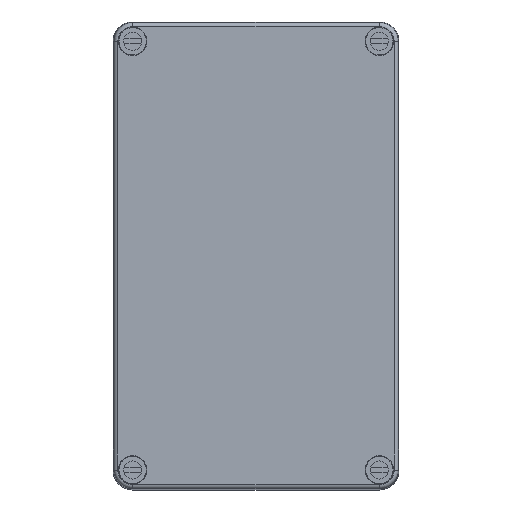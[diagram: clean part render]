
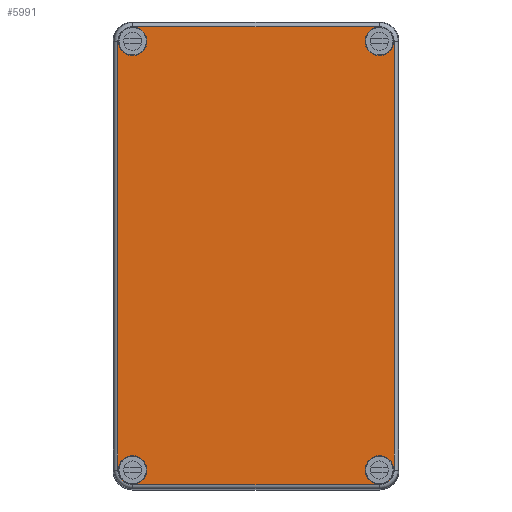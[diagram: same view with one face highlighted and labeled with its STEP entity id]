
A CAD part, top view. The second image highlights one B-rep face of the part: STEP entity #5991.
In plain terms, the highlighted planar face has unit normal (0, 0, 1).
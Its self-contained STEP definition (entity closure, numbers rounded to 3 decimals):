
#90 = ORIENTED_EDGE ( 'NONE', *, *, #156, .T. ) ;
#108 = ORIENTED_EDGE ( 'NONE', *, *, #3915, .T. ) ;
#156 = EDGE_CURVE ( 'NONE', #18583, #14968, #1347, .T. ) ;
#331 = VERTEX_POINT ( 'NONE', #7433 ) ;
#421 = DIRECTION ( 'NONE',  ( 0., 0., -1. ) ) ;
#688 = CARTESIAN_POINT ( 'NONE',  ( -53.173, 82.5, 39. ) ) ;
#744 = AXIS2_PLACEMENT_3D ( 'NONE', #11951, #2763, #13484 ) ;
#990 = ORIENTED_EDGE ( 'NONE', *, *, #6178, .T. ) ;
#997 = AXIS2_PLACEMENT_3D ( 'NONE', #688, #12992, #3812 ) ;
#1170 = CIRCLE ( 'NONE', #11478, 5.5 ) ;
#1275 = DIRECTION ( 'NONE',  ( -1., 0., 0. ) ) ;
#1315 = VERTEX_POINT ( 'NONE', #7545 ) ;
#1347 = CIRCLE ( 'NONE', #8037, 5.5 ) ;
#2199 = DIRECTION ( 'NONE',  ( 0., -1., 0. ) ) ;
#2315 = VECTOR ( 'NONE', #1275, 1000. ) ;
#2517 = CARTESIAN_POINT ( 'NONE',  ( -53., 82.5, 39. ) ) ;
#2630 = EDGE_CURVE ( 'NONE', #17696, #11866, #14976, .T. ) ;
#2716 = CARTESIAN_POINT ( 'NONE',  ( 53.173, 82.5, 39. ) ) ;
#2763 = DIRECTION ( 'NONE',  ( 0., 0., -1. ) ) ;
#2879 = CARTESIAN_POINT ( 'NONE',  ( 47.5, -82.5, 39. ) ) ;
#2978 = EDGE_CURVE ( 'NONE', #13586, #1315, #9183, .T. ) ;
#3451 = VERTEX_POINT ( 'NONE', #6958 ) ;
#3662 = FACE_BOUND ( 'NONE', #5645, .T. ) ;
#3720 = CIRCLE ( 'NONE', #15670, 5.5 ) ;
#3812 = DIRECTION ( 'NONE',  ( -1., 0., 0. ) ) ;
#3915 = EDGE_CURVE ( 'NONE', #14968, #18583, #3720, .T. ) ;
#3982 = ORIENTED_EDGE ( 'NONE', *, *, #2630, .F. ) ;
#4125 = LINE ( 'NONE', #17549, #11804 ) ;
#4236 = DIRECTION ( 'NONE',  ( 0., 0., -1. ) ) ;
#4245 = DIRECTION ( 'NONE',  ( 0., 0., -1. ) ) ;
#4308 = CARTESIAN_POINT ( 'NONE',  ( -53., -82.5, 39. ) ) ;
#4419 = DIRECTION ( 'NONE',  ( 1., 0., 0. ) ) ;
#4609 = FACE_OUTER_BOUND ( 'NONE', #5052, .T. ) ;
#4703 = EDGE_CURVE ( 'NONE', #15719, #16189, #18124, .T. ) ;
#4925 = ORIENTED_EDGE ( 'NONE', *, *, #17166, .T. ) ;
#4995 = DIRECTION ( 'NONE',  ( 0., 0., -1. ) ) ;
#5052 = EDGE_LOOP ( 'NONE', ( #17471, #3982, #8352, #9665, #7259, #15577, #17947, #12363 ) ) ;
#5224 = ORIENTED_EDGE ( 'NONE', *, *, #2978, .T. ) ;
#5333 = CARTESIAN_POINT ( 'NONE',  ( 47.5, -82.5, 39. ) ) ;
#5494 = EDGE_CURVE ( 'NONE', #15941, #17696, #12288, .T. ) ;
#5645 = EDGE_LOOP ( 'NONE', ( #6423, #4925 ) ) ;
#5875 = AXIS2_PLACEMENT_3D ( 'NONE', #2879, #13627, #4419 ) ;
#5972 = CARTESIAN_POINT ( 'NONE',  ( -47.5, 82.5, 39. ) ) ;
#5989 = EDGE_CURVE ( 'NONE', #16189, #331, #4125, .T. ) ;
#5991 = ADVANCED_FACE ( 'NONE', ( #12274, #12770, #4609, #7710, #3662 ), #8347, .F. ) ;
#6154 = CARTESIAN_POINT ( 'NONE',  ( 53.173, 82.5, 39. ) ) ;
#6178 = EDGE_CURVE ( 'NONE', #3451, #7496, #19748, .T. ) ;
#6423 = ORIENTED_EDGE ( 'NONE', *, *, #7310, .T. ) ;
#6616 = CARTESIAN_POINT ( 'NONE',  ( -47.5, 82.5, 39. ) ) ;
#6688 = DIRECTION ( 'NONE',  ( 0., 0., -1. ) ) ;
#6791 = CARTESIAN_POINT ( 'NONE',  ( -53.173, 82.5, 39. ) ) ;
#6875 = DIRECTION ( 'NONE',  ( -1., 0., 0. ) ) ;
#6958 = CARTESIAN_POINT ( 'NONE',  ( -42., 82.5, 39. ) ) ;
#6993 = CARTESIAN_POINT ( 'NONE',  ( -47.5, 88.173, 39. ) ) ;
#7081 = CIRCLE ( 'NONE', #17816, 5.673 ) ;
#7259 = ORIENTED_EDGE ( 'NONE', *, *, #4703, .T. ) ;
#7310 = EDGE_CURVE ( 'NONE', #17144, #9203, #1170, .T. ) ;
#7399 = DIRECTION ( 'NONE',  ( 0., 0., -1. ) ) ;
#7433 = CARTESIAN_POINT ( 'NONE',  ( -53.173, -82.5, 39. ) ) ;
#7472 = DIRECTION ( 'NONE',  ( -1., 0., 0. ) ) ;
#7496 = VERTEX_POINT ( 'NONE', #2517 ) ;
#7545 = CARTESIAN_POINT ( 'NONE',  ( 53., -82.5, 39. ) ) ;
#7710 = FACE_BOUND ( 'NONE', #11389, .T. ) ;
#7829 = DIRECTION ( 'NONE',  ( 0., 0., -1. ) ) ;
#7989 = EDGE_LOOP ( 'NONE', ( #90, #108 ) ) ;
#8037 = AXIS2_PLACEMENT_3D ( 'NONE', #14191, #4995, #15715 ) ;
#8137 = DIRECTION ( 'NONE',  ( 1., 0., 0. ) ) ;
#8300 = CIRCLE ( 'NONE', #17073, 5.5 ) ;
#8347 = PLANE ( 'NONE',  #997 ) ;
#8352 = ORIENTED_EDGE ( 'NONE', *, *, #5494, .F. ) ;
#8389 = CIRCLE ( 'NONE', #17810, 5.5 ) ;
#8605 = ORIENTED_EDGE ( 'NONE', *, *, #19934, .T. ) ;
#9006 = AXIS2_PLACEMENT_3D ( 'NONE', #6616, #17337, #8137 ) ;
#9125 = CARTESIAN_POINT ( 'NONE',  ( 47.5, 88.173, 39. ) ) ;
#9167 = CARTESIAN_POINT ( 'NONE',  ( 53.173, -82.5, 39. ) ) ;
#9183 = CIRCLE ( 'NONE', #13109, 5.5 ) ;
#9203 = VERTEX_POINT ( 'NONE', #4308 ) ;
#9265 = AXIS2_PLACEMENT_3D ( 'NONE', #17009, #7829, #18570 ) ;
#9623 = CARTESIAN_POINT ( 'NONE',  ( -47.5, -82.5, 39. ) ) ;
#9665 = ORIENTED_EDGE ( 'NONE', *, *, #11154, .T. ) ;
#10021 = EDGE_LOOP ( 'NONE', ( #14507, #5224 ) ) ;
#10587 = EDGE_CURVE ( 'NONE', #11640, #331, #7081, .T. ) ;
#10886 = VECTOR ( 'NONE', #16528, 1000. ) ;
#11154 = EDGE_CURVE ( 'NONE', #15941, #15719, #14566, .T. ) ;
#11188 = DIRECTION ( 'NONE',  ( -1., 0., 0. ) ) ;
#11389 = EDGE_LOOP ( 'NONE', ( #990, #8605 ) ) ;
#11478 = AXIS2_PLACEMENT_3D ( 'NONE', #9623, #421, #11188 ) ;
#11640 = VERTEX_POINT ( 'NONE', #17941 ) ;
#11804 = VECTOR ( 'NONE', #2199, 1000. ) ;
#11866 = VERTEX_POINT ( 'NONE', #9167 ) ;
#11951 = CARTESIAN_POINT ( 'NONE',  ( 47.5, 82.5, 39. ) ) ;
#12274 = FACE_BOUND ( 'NONE', #10021, .T. ) ;
#12288 = CIRCLE ( 'NONE', #744, 5.673 ) ;
#12304 = CARTESIAN_POINT ( 'NONE',  ( -42., -82.5, 39. ) ) ;
#12363 = ORIENTED_EDGE ( 'NONE', *, *, #16275, .F. ) ;
#12505 = CARTESIAN_POINT ( 'NONE',  ( 42., -82.5, 39. ) ) ;
#12762 = EDGE_CURVE ( 'NONE', #18417, #11866, #17833, .T. ) ;
#12770 = FACE_BOUND ( 'NONE', #7989, .T. ) ;
#12992 = DIRECTION ( 'NONE',  ( 0., 0., -1. ) ) ;
#13109 = AXIS2_PLACEMENT_3D ( 'NONE', #13425, #4236, #14951 ) ;
#13425 = CARTESIAN_POINT ( 'NONE',  ( 47.5, -82.5, 39. ) ) ;
#13434 = CARTESIAN_POINT ( 'NONE',  ( -47.5, -82.5, 39. ) ) ;
#13484 = DIRECTION ( 'NONE',  ( -1., 0., 0. ) ) ;
#13586 = VERTEX_POINT ( 'NONE', #12505 ) ;
#13627 = DIRECTION ( 'NONE',  ( 0., 0., 1. ) ) ;
#13903 = CARTESIAN_POINT ( 'NONE',  ( 42., 82.5, 39. ) ) ;
#14191 = CARTESIAN_POINT ( 'NONE',  ( 47.5, 82.5, 39. ) ) ;
#14507 = ORIENTED_EDGE ( 'NONE', *, *, #15653, .T. ) ;
#14566 = LINE ( 'NONE', #15065, #2315 ) ;
#14892 = CARTESIAN_POINT ( 'NONE',  ( 53., 82.5, 39. ) ) ;
#14951 = DIRECTION ( 'NONE',  ( -1., 0., 0. ) ) ;
#14965 = DIRECTION ( 'NONE',  ( -1., 0., 0. ) ) ;
#14968 = VERTEX_POINT ( 'NONE', #13903 ) ;
#14976 = LINE ( 'NONE', #2716, #10886 ) ;
#15009 = LINE ( 'NONE', #16171, #19111 ) ;
#15065 = CARTESIAN_POINT ( 'NONE',  ( 47.5, 88.173, 39. ) ) ;
#15442 = CIRCLE ( 'NONE', #9265, 5.5 ) ;
#15577 = ORIENTED_EDGE ( 'NONE', *, *, #5989, .T. ) ;
#15653 = EDGE_CURVE ( 'NONE', #1315, #13586, #8300, .T. ) ;
#15670 = AXIS2_PLACEMENT_3D ( 'NONE', #15859, #6688, #17416 ) ;
#15715 = DIRECTION ( 'NONE',  ( -1., 0., 0. ) ) ;
#15719 = VERTEX_POINT ( 'NONE', #6993 ) ;
#15859 = CARTESIAN_POINT ( 'NONE',  ( 47.5, 82.5, 39. ) ) ;
#15941 = VERTEX_POINT ( 'NONE', #9125 ) ;
#16057 = DIRECTION ( 'NONE',  ( 0., 0., -1. ) ) ;
#16171 = CARTESIAN_POINT ( 'NONE',  ( 47.5, -88.173, 39. ) ) ;
#16189 = VERTEX_POINT ( 'NONE', #6791 ) ;
#16275 = EDGE_CURVE ( 'NONE', #18417, #11640, #15009, .T. ) ;
#16453 = AXIS2_PLACEMENT_3D ( 'NONE', #16579, #7399, #18160 ) ;
#16528 = DIRECTION ( 'NONE',  ( 0., -1., 0. ) ) ;
#16579 = CARTESIAN_POINT ( 'NONE',  ( -47.5, 82.5, 39. ) ) ;
#16672 = DIRECTION ( 'NONE',  ( 0., 0., -1. ) ) ;
#17009 = CARTESIAN_POINT ( 'NONE',  ( -47.5, -82.5, 39. ) ) ;
#17073 = AXIS2_PLACEMENT_3D ( 'NONE', #5333, #16057, #6875 ) ;
#17144 = VERTEX_POINT ( 'NONE', #12304 ) ;
#17166 = EDGE_CURVE ( 'NONE', #9203, #17144, #15442, .T. ) ;
#17337 = DIRECTION ( 'NONE',  ( 0., 0., 1. ) ) ;
#17416 = DIRECTION ( 'NONE',  ( -1., 0., 0. ) ) ;
#17459 = CARTESIAN_POINT ( 'NONE',  ( 47.5, -88.173, 39. ) ) ;
#17471 = ORIENTED_EDGE ( 'NONE', *, *, #12762, .T. ) ;
#17549 = CARTESIAN_POINT ( 'NONE',  ( -53.173, 82.5, 39. ) ) ;
#17696 = VERTEX_POINT ( 'NONE', #6154 ) ;
#17739 = DIRECTION ( 'NONE',  ( -1., 0., 0. ) ) ;
#17810 = AXIS2_PLACEMENT_3D ( 'NONE', #5972, #16672, #7472 ) ;
#17816 = AXIS2_PLACEMENT_3D ( 'NONE', #13434, #4245, #14965 ) ;
#17833 = CIRCLE ( 'NONE', #5875, 5.673 ) ;
#17941 = CARTESIAN_POINT ( 'NONE',  ( -47.5, -88.173, 39. ) ) ;
#17947 = ORIENTED_EDGE ( 'NONE', *, *, #10587, .F. ) ;
#18124 = CIRCLE ( 'NONE', #9006, 5.673 ) ;
#18160 = DIRECTION ( 'NONE',  ( -1., 0., 0. ) ) ;
#18417 = VERTEX_POINT ( 'NONE', #17459 ) ;
#18570 = DIRECTION ( 'NONE',  ( -1., 0., 0. ) ) ;
#18583 = VERTEX_POINT ( 'NONE', #14892 ) ;
#19111 = VECTOR ( 'NONE', #17739, 1000. ) ;
#19748 = CIRCLE ( 'NONE', #16453, 5.5 ) ;
#19934 = EDGE_CURVE ( 'NONE', #7496, #3451, #8389, .T. ) ;
